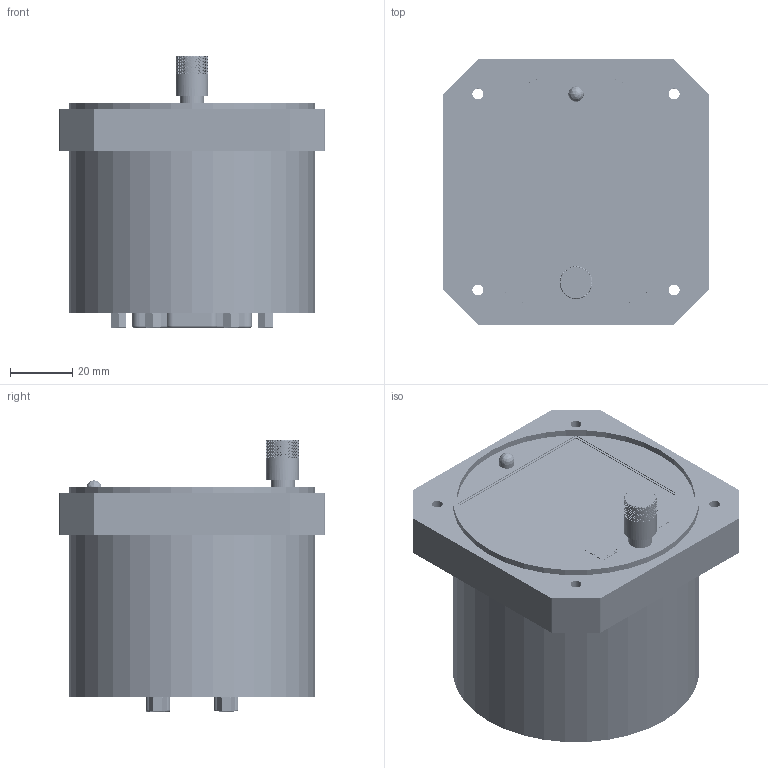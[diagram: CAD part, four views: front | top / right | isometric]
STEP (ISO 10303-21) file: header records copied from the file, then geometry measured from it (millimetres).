
FILE_DESCRIPTION(/* description */ (''),/* implementation_level */ '2;1');
FILE_NAME(/* name */ '2023-0028, Rev--. MPG-12C (wrapped).stp',/* time_stamp */ '2025-08-14T16:26:35-04:00',/* author */ ('TSC_Grant'),/* organization */ (''),/* preprocessor_version */ 'ST-DEVELOPER v20.1',/* originating_system */ 'Autodesk Inventor 2026',/* authorisation */ '');
FILE_SCHEMA (('AUTOMOTIVE_DESIGN { 1 0 10303 214 3 1 1 }'));
Length unit declared in the file: inch
Products named in the file (1): 2023-0028, Rev--. MPG-12C (wrapped)
Bounding box: 84.99 x 84.99 x 87.34 mm (x, y, z)
Volume: 122463.3 mm3; surface area: 64896.1 mm2
Topology: 1 solids, 1 shells, 5546 faces, 13685 edges, 8573 vertices
Faces by surface type: bspline 2208, plane 1469, cylinder 1071, cone 468, torus 326, sphere 4
Full cylindrical faces by diameter (mm): 0.66 x15, 0.8 x15, 1.15 x25, 1.2 x30, 1.57 x13, 1.7 x25, 1.9 x25, 2.1 x4, 2.8 x4, 3.05 x2, 3.08 x2, 3.2 x4, 3.505 x4, 3.88 x2, 4.1 x2, 4.9 x1, 7.62 x1, 9.83 x1, 10.49 x1, 76.2 x1, 76.454 x1, 78.994 x2
Entity records: 235070 total; most frequent: CARTESIAN_POINT 115871, ORIENTED_EDGE 27362, DIRECTION 16723, EDGE_CURVE 13681, VERTEX_POINT 8573, B_SPLINE_CURVE_WITH_KNOTS 6348, AXIS2_PLACEMENT_3D 6281, EDGE_LOOP 6138
